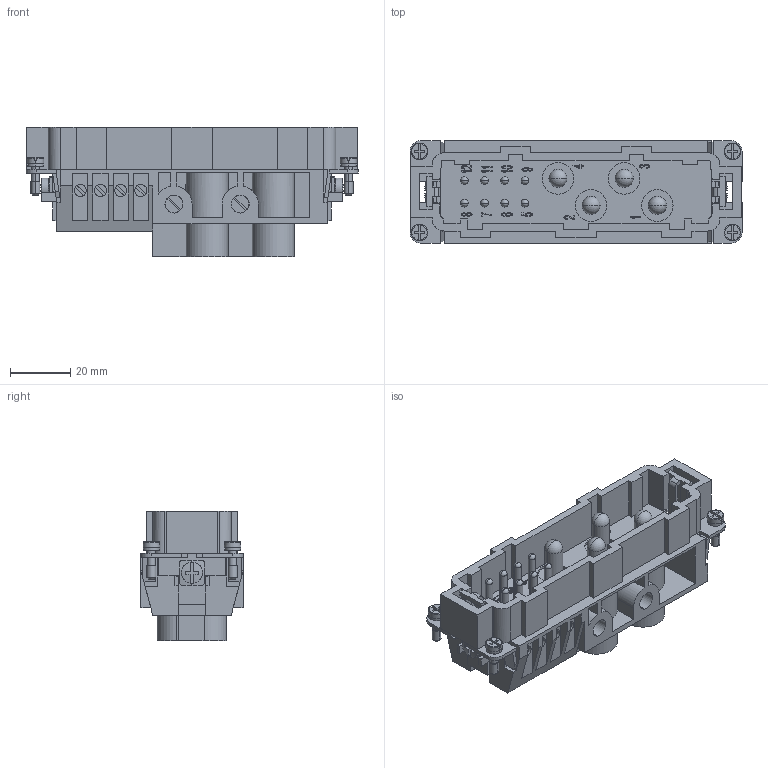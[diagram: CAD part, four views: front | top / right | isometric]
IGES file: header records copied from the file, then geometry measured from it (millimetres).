
Global section: file name: No Iges File Name specified; native system: AutoDesk Inventor R6.1; preprocessor: AutoDesk Inventor Iges Exporter R6.1; author: No Author specified; organization: No Organization specified; date: 20061025.145457; units: millimetre
Bounding box: 110.3 x 34 x 43 mm (x, y, z)
Volume: 55883.6 mm3; surface area: 43654 mm2
Topology: 5 solids, 22 shells, 1677 faces, 4410 edges, 2886 vertices
Faces by surface type: plane 835, bspline 547, cylinder 134, revolution 121, sphere 28, torus 8, cone 4
